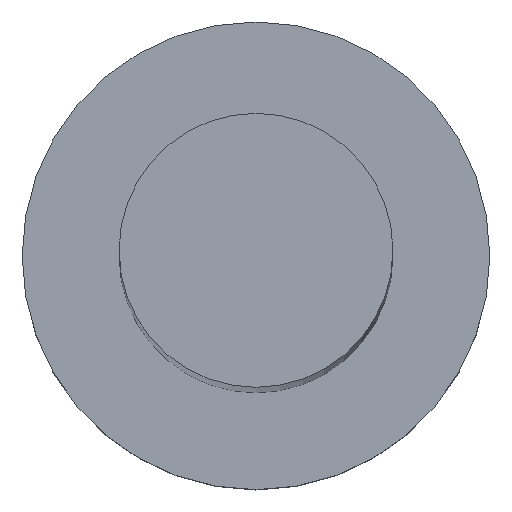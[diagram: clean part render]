
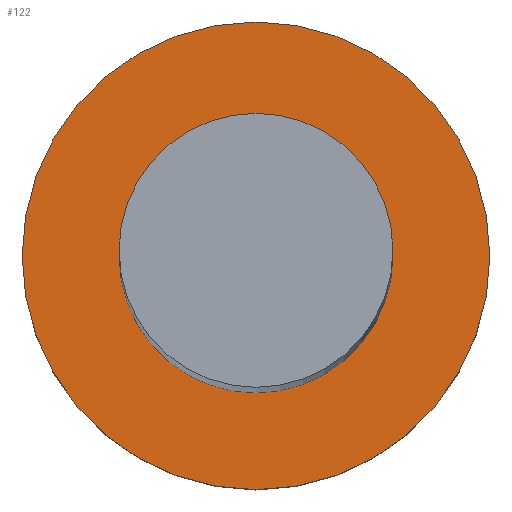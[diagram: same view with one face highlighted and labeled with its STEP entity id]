
A CAD part, top view. The second image highlights one B-rep face of the part: STEP entity #122.
In plain terms, the highlighted planar face has unit normal (0, 0, 1).
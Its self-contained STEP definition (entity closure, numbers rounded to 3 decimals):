
#3 = CARTESIAN_POINT ( 'NONE',  ( 0., 0., 5. ) ) ;
#7 = CARTESIAN_POINT ( 'NONE',  ( -4.1, 0., 5. ) ) ;
#15 = ORIENTED_EDGE ( 'NONE', *, *, #46, .T. ) ;
#23 = FACE_BOUND ( 'NONE', #94, .T. ) ;
#25 = CARTESIAN_POINT ( 'NONE',  ( 0., 0., 5. ) ) ;
#43 = CARTESIAN_POINT ( 'NONE',  ( 7., 0., 5. ) ) ;
#46 = EDGE_CURVE ( 'NONE', #251, #155, #98, .T. ) ;
#53 = AXIS2_PLACEMENT_3D ( 'NONE', #25, #222, #124 ) ;
#59 = DIRECTION ( 'NONE',  ( 0., 0., 1. ) ) ;
#61 = PLANE ( 'NONE',  #84 ) ;
#73 = DIRECTION ( 'NONE',  ( 1., 0., 0. ) ) ;
#75 = AXIS2_PLACEMENT_3D ( 'NONE', #217, #113, #73 ) ;
#81 = EDGE_CURVE ( 'NONE', #135, #254, #178, .T. ) ;
#83 = CARTESIAN_POINT ( 'NONE',  ( 0., 0., 5. ) ) ;
#84 = AXIS2_PLACEMENT_3D ( 'NONE', #3, #59, #86 ) ;
#86 = DIRECTION ( 'NONE',  ( 1., 0., 0. ) ) ;
#94 = EDGE_LOOP ( 'NONE', ( #195, #97 ) ) ;
#97 = ORIENTED_EDGE ( 'NONE', *, *, #81, .F. ) ;
#98 = CIRCLE ( 'NONE', #75, 7. ) ;
#100 = AXIS2_PLACEMENT_3D ( 'NONE', #123, #200, #203 ) ;
#101 = FACE_OUTER_BOUND ( 'NONE', #218, .T. ) ;
#113 = DIRECTION ( 'NONE',  ( 0., 0., 1. ) ) ;
#122 = ADVANCED_FACE ( 'NONE', ( #23, #101 ), #61, .T. ) ;
#123 = CARTESIAN_POINT ( 'NONE',  ( 0., 0., 5. ) ) ;
#124 = DIRECTION ( 'NONE',  ( 1., 0., 0. ) ) ;
#129 = AXIS2_PLACEMENT_3D ( 'NONE', #83, #138, #221 ) ;
#135 = VERTEX_POINT ( 'NONE', #241 ) ;
#136 = CIRCLE ( 'NONE', #53, 4.1 ) ;
#138 = DIRECTION ( 'NONE',  ( 0., 0., 1. ) ) ;
#155 = VERTEX_POINT ( 'NONE', #43 ) ;
#161 = EDGE_CURVE ( 'NONE', #254, #135, #136, .T. ) ;
#164 = CARTESIAN_POINT ( 'NONE',  ( -7., 0., 5. ) ) ;
#173 = ORIENTED_EDGE ( 'NONE', *, *, #210, .T. ) ;
#178 = CIRCLE ( 'NONE', #129, 4.1 ) ;
#195 = ORIENTED_EDGE ( 'NONE', *, *, #161, .F. ) ;
#200 = DIRECTION ( 'NONE',  ( 0., 0., 1. ) ) ;
#203 = DIRECTION ( 'NONE',  ( 1., 0., 0. ) ) ;
#210 = EDGE_CURVE ( 'NONE', #155, #251, #229, .T. ) ;
#217 = CARTESIAN_POINT ( 'NONE',  ( 0., 0., 5. ) ) ;
#218 = EDGE_LOOP ( 'NONE', ( #15, #173 ) ) ;
#221 = DIRECTION ( 'NONE',  ( 1., 0., 0. ) ) ;
#222 = DIRECTION ( 'NONE',  ( 0., 0., 1. ) ) ;
#229 = CIRCLE ( 'NONE', #100, 7. ) ;
#241 = CARTESIAN_POINT ( 'NONE',  ( 4.1, 0., 5. ) ) ;
#251 = VERTEX_POINT ( 'NONE', #164 ) ;
#254 = VERTEX_POINT ( 'NONE', #7 ) ;
